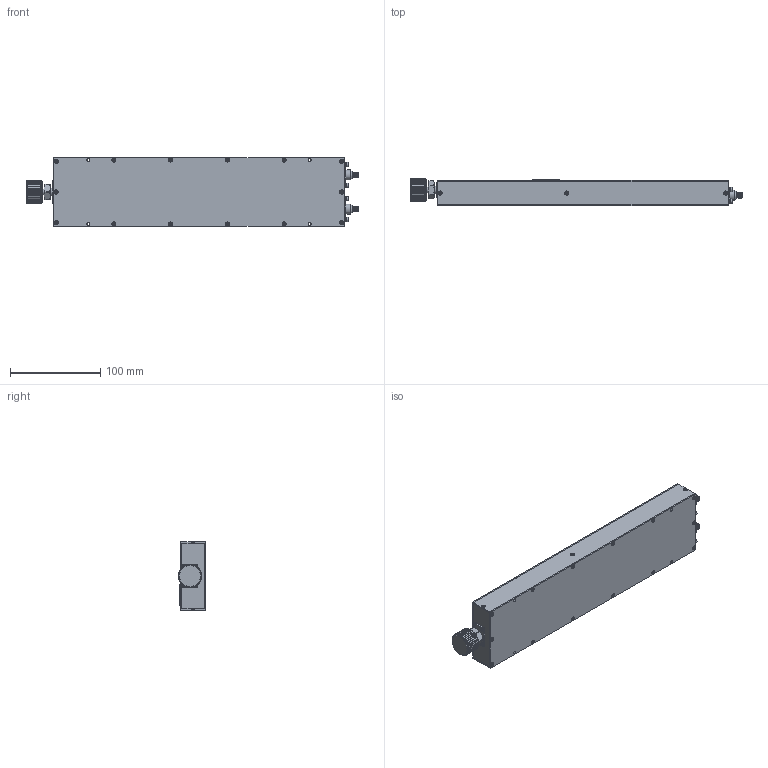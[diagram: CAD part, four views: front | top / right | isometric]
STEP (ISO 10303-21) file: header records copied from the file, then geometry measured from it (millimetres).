
FILE_DESCRIPTION (( 'STEP AP203' ), '1' );
FILE_NAME ('PE82P5010_3D.step', '2022-04-06T16:28:51', ( '' ), ( '' ), 'SwSTEP 2.0', 'SolidWorks 2021', '' );
FILE_SCHEMA (( 'CONFIG_CONTROL_DESIGN' ));
Length unit declared in the file: inch
Products named in the file (1): PE82P5010_3D
Bounding box: 368.5 x 30.5 x 76 mm (x, y, z)
Volume: 700501.1 mm3; surface area: 80513.5 mm2
Topology: 1 solids, 9 shells, 1945 faces, 4864 edges, 3149 vertices
Faces by surface type: plane 1096, cone 426, cylinder 273, bspline 148, torus 2
Full cylindrical faces by diameter (mm): 0.94 x2, 1.194 x2, 3.2 x4, 4.521 x4, 4.572 x40, 4.648 x8, 4.75 x8, 5.582 x4, 6 x1, 8.8 x1, 10 x1, 11.2 x2, 24 x2
Entity records: 103326 total; most frequent: CARTESIAN_POINT 61733, ORIENTED_EDGE 9204, DIRECTION 7380, EDGE_CURVE 4602, VERTEX_POINT 3074, AXIS2_PLACEMENT_3D 2864, EDGE_LOOP 2352, FACE_OUTER_BOUND 2026
